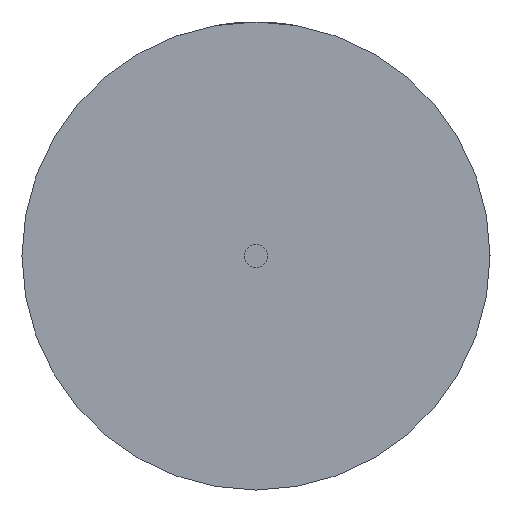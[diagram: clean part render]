
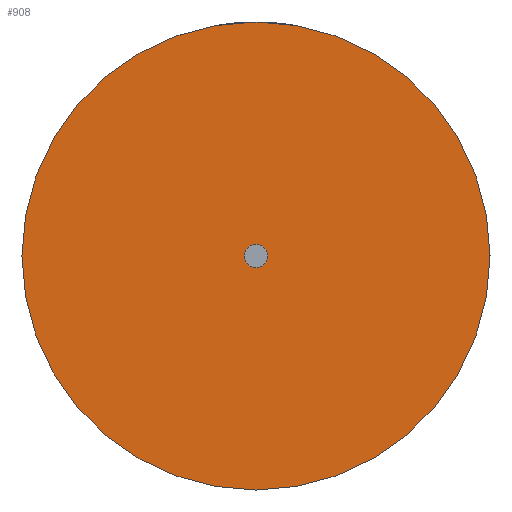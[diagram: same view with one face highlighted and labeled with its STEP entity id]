
A CAD part, left-side view. The second image highlights one B-rep face of the part: STEP entity #908.
In plain terms, the highlighted planar face has unit normal (-1, 0, 0).
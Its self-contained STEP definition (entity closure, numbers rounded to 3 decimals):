
#25 = CARTESIAN_POINT ( 'NONE',  ( -0.005, 0., 0. ) ) ;
#131 = DIRECTION ( 'NONE',  ( 0., 0., 1. ) ) ;
#216 = EDGE_CURVE ( 'NONE', #1501, #2577, #3019, .T. ) ;
#294 = CARTESIAN_POINT ( 'NONE',  ( -0.005, 0., 0. ) ) ;
#407 = CARTESIAN_POINT ( 'NONE',  ( -0.005, 0., 0. ) ) ;
#445 = DIRECTION ( 'NONE',  ( 0., 0., 1. ) ) ;
#548 = AXIS2_PLACEMENT_3D ( 'NONE', #294, #559, #1052 ) ;
#559 = DIRECTION ( 'NONE',  ( -1., 0., 0. ) ) ;
#622 = CARTESIAN_POINT ( 'NONE',  ( -0.005, 0., 0. ) ) ;
#650 = DIRECTION ( 'NONE',  ( 0., 0., 1. ) ) ;
#866 = ORIENTED_EDGE ( 'NONE', *, *, #2166, .T. ) ;
#908 = ADVANCED_FACE ( 'NONE', ( #3140, #1903 ), #940, .T. ) ;
#940 = PLANE ( 'NONE',  #1452 ) ;
#1052 = DIRECTION ( 'NONE',  ( 0., 0., 1. ) ) ;
#1374 = ORIENTED_EDGE ( 'NONE', *, *, #1842, .T. ) ;
#1418 = VERTEX_POINT ( 'NONE', #2002 ) ;
#1452 = AXIS2_PLACEMENT_3D ( 'NONE', #407, #2712, #445 ) ;
#1465 = VERTEX_POINT ( 'NONE', #1980 ) ;
#1501 = VERTEX_POINT ( 'NONE', #2512 ) ;
#1502 = CIRCLE ( 'NONE', #1878, 10. ) ;
#1623 = EDGE_LOOP ( 'NONE', ( #3016, #2241 ) ) ;
#1842 = EDGE_CURVE ( 'NONE', #1465, #1418, #2237, .T. ) ;
#1862 = AXIS2_PLACEMENT_3D ( 'NONE', #622, #2390, #650 ) ;
#1878 = AXIS2_PLACEMENT_3D ( 'NONE', #25, #2030, #2760 ) ;
#1879 = EDGE_LOOP ( 'NONE', ( #866, #1374 ) ) ;
#1903 = FACE_BOUND ( 'NONE', #1623, .T. ) ;
#1960 = DIRECTION ( 'NONE',  ( -1., 0., 0. ) ) ;
#1980 = CARTESIAN_POINT ( 'NONE',  ( -0.005, 0., 10. ) ) ;
#2002 = CARTESIAN_POINT ( 'NONE',  ( -0.005, 0., -10. ) ) ;
#2030 = DIRECTION ( 'NONE',  ( -1., 0., 0. ) ) ;
#2107 = EDGE_CURVE ( 'NONE', #2577, #1501, #3234, .T. ) ;
#2166 = EDGE_CURVE ( 'NONE', #1418, #1465, #1502, .T. ) ;
#2237 = CIRCLE ( 'NONE', #2795, 10. ) ;
#2241 = ORIENTED_EDGE ( 'NONE', *, *, #2107, .F. ) ;
#2370 = CARTESIAN_POINT ( 'NONE',  ( -0.005, 0., 0.5 ) ) ;
#2390 = DIRECTION ( 'NONE',  ( -1., 0., 0. ) ) ;
#2417 = CARTESIAN_POINT ( 'NONE',  ( -0.005, 0., 0. ) ) ;
#2512 = CARTESIAN_POINT ( 'NONE',  ( -0.005, 0., -0.5 ) ) ;
#2577 = VERTEX_POINT ( 'NONE', #2370 ) ;
#2712 = DIRECTION ( 'NONE',  ( -1., 0., 0. ) ) ;
#2760 = DIRECTION ( 'NONE',  ( 0., 0., 1. ) ) ;
#2795 = AXIS2_PLACEMENT_3D ( 'NONE', #2417, #1960, #131 ) ;
#3016 = ORIENTED_EDGE ( 'NONE', *, *, #216, .F. ) ;
#3019 = CIRCLE ( 'NONE', #548, 0.5 ) ;
#3140 = FACE_OUTER_BOUND ( 'NONE', #1879, .T. ) ;
#3234 = CIRCLE ( 'NONE', #1862, 0.5 ) ;
